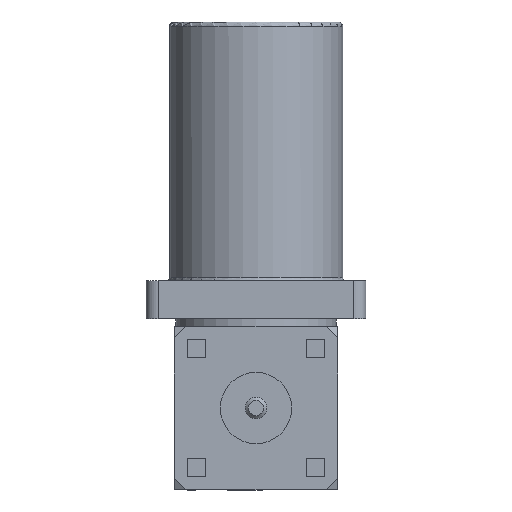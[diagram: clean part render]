
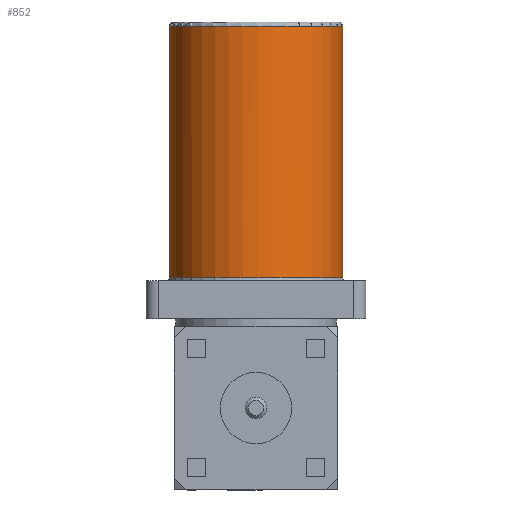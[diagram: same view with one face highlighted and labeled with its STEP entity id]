
A CAD part, front view. The second image highlights one B-rep face of the part: STEP entity #852.
In plain terms, the highlighted cylindrical face has radius 3.708 mm (diameter 7.417 mm), a full revolution.
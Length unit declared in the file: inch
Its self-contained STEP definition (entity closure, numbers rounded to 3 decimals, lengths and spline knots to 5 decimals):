
#2 = CARTESIAN_POINT ( 'NONE',  ( 0.0685, 0.12893, -0.16565 ) ) ;
#36 = DIRECTION ( 'NONE',  ( -1., 0., 0. ) ) ;
#65 = CARTESIAN_POINT ( 'NONE',  ( -0.04206, 0.13981, -0.52065 ) ) ;
#68 = CARTESIAN_POINT ( 'NONE',  ( -0.08841, 0.11619, -0.04342 ) ) ;
#76 = AXIS2_PLACEMENT_3D ( 'NONE', #590, #1323, #1103 ) ;
#83 = DIRECTION ( 'NONE',  ( 0., 0., -1. ) ) ;
#101 = LINE ( 'NONE', #3025, #1512 ) ;
#103 = ORIENTED_EDGE ( 'NONE', *, *, #2806, .T. ) ;
#121 = VERTEX_POINT ( 'NONE', #759 ) ;
#127 = EDGE_CURVE ( 'NONE', #2149, #2922, #2676, .T. ) ;
#140 = CARTESIAN_POINT ( 'NONE',  ( 0.04206, 0.13981, -0.52065 ) ) ;
#147 = CYLINDRICAL_SURFACE ( 'NONE', #76, 0.146 ) ;
#150 = VERTEX_POINT ( 'NONE', #291 ) ;
#152 = CARTESIAN_POINT ( 'NONE',  ( -0.04206, 0.13981, -0.27865 ) ) ;
#170 = ORIENTED_EDGE ( 'NONE', *, *, #914, .T. ) ;
#228 = VECTOR ( 'NONE', #419, 39.37008 ) ;
#289 = DIRECTION ( 'NONE',  ( 0., 0., -1. ) ) ;
#291 = CARTESIAN_POINT ( 'NONE',  ( -0.11662, 0.08784, -0.52065 ) ) ;
#316 = CARTESIAN_POINT ( 'NONE',  ( -0.11662, 0.08784, -0.04342 ) ) ;
#354 = DIRECTION ( 'NONE',  ( 0., 0., 1. ) ) ;
#368 = CARTESIAN_POINT ( 'NONE',  ( -0.03723, 0.14117, -0.27365 ) ) ;
#384 = DIRECTION ( 'NONE',  ( 0., 0., 1. ) ) ;
#419 = DIRECTION ( 'NONE',  ( 0., 0., -1. ) ) ;
#448 = CARTESIAN_POINT ( 'NONE',  ( -0.11662, 0.08784, -0.16565 ) ) ;
#467 = CARTESIAN_POINT ( 'NONE',  ( 0.03853, 0.14083, -0.27365 ) ) ;
#480 = AXIS2_PLACEMENT_3D ( 'NONE', #1693, #1269, #995 ) ;
#482 = CIRCLE ( 'NONE', #2230, 0.146 ) ;
#499 = EDGE_CURVE ( 'NONE', #150, #1625, #926, .T. ) ;
#524 = CARTESIAN_POINT ( 'NONE',  ( 0.0685, 0.12893, -0.04342 ) ) ;
#532 = VECTOR ( 'NONE', #966, 39.37008 ) ;
#568 = EDGE_CURVE ( 'NONE', #1302, #150, #2201, .T. ) ;
#590 = CARTESIAN_POINT ( 'NONE',  ( 0., 0., -0.08965 ) ) ;
#599 = CARTESIAN_POINT ( 'NONE',  ( 0., 0., -0.52065 ) ) ;
#617 = CARTESIAN_POINT ( 'NONE',  ( -0.03723, 0.14117, -0.27365 ) ) ;
#639 = VERTEX_POINT ( 'NONE', #2546 ) ;
#646 = ORIENTED_EDGE ( 'NONE', *, *, #1011, .T. ) ;
#680 = CIRCLE ( 'NONE', #2734, 0.146 ) ;
#707 = VERTEX_POINT ( 'NONE', #140 ) ;
#729 = DIRECTION ( 'NONE',  ( 0., 0., -1. ) ) ;
#759 = CARTESIAN_POINT ( 'NONE',  ( 0.04206, 0.13981, -0.27865 ) ) ;
#815 = CARTESIAN_POINT ( 'NONE',  ( -0.03964, 0.14052, -0.27412 ) ) ;
#826 = DIRECTION ( 'NONE',  ( 0., 0., 1. ) ) ;
#829 = VERTEX_POINT ( 'NONE', #368 ) ;
#852 = ADVANCED_FACE ( 'NONE', ( #3033, #2312 ), #147, .T. ) ;
#879 = VECTOR ( 'NONE', #2659, 39.37008 ) ;
#914 = EDGE_CURVE ( 'NONE', #1493, #2303, #3100, .T. ) ;
#926 = CIRCLE ( 'NONE', #480, 0.146 ) ;
#950 = VERTEX_POINT ( 'NONE', #2365 ) ;
#960 = AXIS2_PLACEMENT_3D ( 'NONE', #2189, #2707, #36 ) ;
#961 = CARTESIAN_POINT ( 'NONE',  ( 0.04156, 0.13996, -0.27606 ) ) ;
#966 = DIRECTION ( 'NONE',  ( 0., 0., -1. ) ) ;
#969 = ORIENTED_EDGE ( 'NONE', *, *, #2998, .T. ) ;
#981 = B_SPLINE_CURVE_WITH_KNOTS ( 'NONE', 3,
 ( #617, #2737, #815, #1051, #1771, #2533 ),
 .UNSPECIFIED., .F., .F.,
 ( 4, 2, 4 ),
 ( 0., 0.5, 1. ),
 .UNSPECIFIED. ) ;
#995 = DIRECTION ( 'NONE',  ( 1., 0., 0. ) ) ;
#1002 = CARTESIAN_POINT ( 'NONE',  ( -0.08841, 0.11619, -0.52065 ) ) ;
#1011 = EDGE_CURVE ( 'NONE', #950, #950, #482, .T. ) ;
#1030 = EDGE_CURVE ( 'NONE', #2605, #1510, #1490, .T. ) ;
#1051 = CARTESIAN_POINT ( 'NONE',  ( -0.04157, 0.13996, -0.27607 ) ) ;
#1097 = ORIENTED_EDGE ( 'NONE', *, *, #499, .T. ) ;
#1099 = DIRECTION ( 'NONE',  ( 1., 0., 0. ) ) ;
#1103 = DIRECTION ( 'NONE',  ( -1., 0., 0. ) ) ;
#1146 = EDGE_CURVE ( 'NONE', #829, #1493, #981, .T. ) ;
#1147 = EDGE_CURVE ( 'NONE', #2149, #1302, #680, .T. ) ;
#1168 = CARTESIAN_POINT ( 'NONE',  ( 0.04206, 0.13981, -0.27865 ) ) ;
#1253 = EDGE_CURVE ( 'NONE', #2605, #639, #2946, .T. ) ;
#1258 = EDGE_LOOP ( 'NONE', ( #1670, #2173, #2804, #1810, #969, #1524, #2492, #2316, #170, #103, #3007, #2446, #2121, #1097 ) ) ;
#1269 = DIRECTION ( 'NONE',  ( 0., 0., 1. ) ) ;
#1302 = VERTEX_POINT ( 'NONE', #448 ) ;
#1323 = DIRECTION ( 'NONE',  ( 0., 0., -1. ) ) ;
#1397 = CARTESIAN_POINT ( 'NONE',  ( 0., 0., -0.16565 ) ) ;
#1430 = AXIS2_PLACEMENT_3D ( 'NONE', #1594, #354, #2782 ) ;
#1439 = CARTESIAN_POINT ( 'NONE',  ( 0.11248, 0.09309, -0.52065 ) ) ;
#1486 = VERTEX_POINT ( 'NONE', #2524 ) ;
#1490 = LINE ( 'NONE', #524, #879 ) ;
#1493 = VERTEX_POINT ( 'NONE', #152 ) ;
#1500 = EDGE_CURVE ( 'NONE', #1510, #707, #1681, .T. ) ;
#1510 = VERTEX_POINT ( 'NONE', #2802 ) ;
#1512 = VECTOR ( 'NONE', #826, 39.37008 ) ;
#1524 = ORIENTED_EDGE ( 'NONE', *, *, #2163, .T. ) ;
#1547 = DIRECTION ( 'NONE',  ( 0., 0., 1. ) ) ;
#1556 = CIRCLE ( 'NONE', #960, 0.146 ) ;
#1567 = CARTESIAN_POINT ( 'NONE',  ( 0., 0., -0.16565 ) ) ;
#1594 = CARTESIAN_POINT ( 'NONE',  ( 0., 0., -0.52065 ) ) ;
#1620 = VECTOR ( 'NONE', #83, 39.37008 ) ;
#1625 = VERTEX_POINT ( 'NONE', #1439 ) ;
#1661 = EDGE_CURVE ( 'NONE', #639, #1625, #2136, .T. ) ;
#1670 = ORIENTED_EDGE ( 'NONE', *, *, #1661, .F. ) ;
#1681 = CIRCLE ( 'NONE', #1430, 0.146 ) ;
#1693 = CARTESIAN_POINT ( 'NONE',  ( 0., 0., -0.52065 ) ) ;
#1694 = CARTESIAN_POINT ( 'NONE',  ( 0., 0., -0.09665 ) ) ;
#1722 = AXIS2_PLACEMENT_3D ( 'NONE', #1397, #2357, #2597 ) ;
#1771 = CARTESIAN_POINT ( 'NONE',  ( -0.04205, 0.13981, -0.27726 ) ) ;
#1810 = ORIENTED_EDGE ( 'NONE', *, *, #1500, .T. ) ;
#1892 = CARTESIAN_POINT ( 'NONE',  ( 0.04205, 0.13981, -0.27726 ) ) ;
#2084 = CARTESIAN_POINT ( 'NONE',  ( -0.04206, 0.13981, -0.08965 ) ) ;
#2121 = ORIENTED_EDGE ( 'NONE', *, *, #568, .T. ) ;
#2136 = LINE ( 'NONE', #3106, #532 ) ;
#2149 = VERTEX_POINT ( 'NONE', #2362 ) ;
#2163 = EDGE_CURVE ( 'NONE', #121, #1486, #2925, .T. ) ;
#2173 = ORIENTED_EDGE ( 'NONE', *, *, #1253, .F. ) ;
#2189 = CARTESIAN_POINT ( 'NONE',  ( 0., 0., -0.27365 ) ) ;
#2201 = LINE ( 'NONE', #316, #2839 ) ;
#2230 = AXIS2_PLACEMENT_3D ( 'NONE', #1694, #289, #2935 ) ;
#2295 = EDGE_CURVE ( 'NONE', #1486, #829, #1556, .T. ) ;
#2303 = VERTEX_POINT ( 'NONE', #65 ) ;
#2312 = FACE_OUTER_BOUND ( 'NONE', #1258, .T. ) ;
#2316 = ORIENTED_EDGE ( 'NONE', *, *, #1146, .T. ) ;
#2357 = DIRECTION ( 'NONE',  ( 0., 0., -1. ) ) ;
#2362 = CARTESIAN_POINT ( 'NONE',  ( -0.08841, 0.11619, -0.16565 ) ) ;
#2365 = CARTESIAN_POINT ( 'NONE',  ( 0.146, 0., -0.09665 ) ) ;
#2378 = CARTESIAN_POINT ( 'NONE',  ( 0.03723, 0.14117, -0.27365 ) ) ;
#2446 = ORIENTED_EDGE ( 'NONE', *, *, #1147, .T. ) ;
#2492 = ORIENTED_EDGE ( 'NONE', *, *, #2295, .T. ) ;
#2511 = DIRECTION ( 'NONE',  ( 1., 0., 0. ) ) ;
#2520 = CIRCLE ( 'NONE', #2885, 0.146 ) ;
#2524 = CARTESIAN_POINT ( 'NONE',  ( 0.03723, 0.14117, -0.27365 ) ) ;
#2533 = CARTESIAN_POINT ( 'NONE',  ( -0.04206, 0.13981, -0.27865 ) ) ;
#2546 = CARTESIAN_POINT ( 'NONE',  ( 0.11248, 0.09309, -0.16565 ) ) ;
#2597 = DIRECTION ( 'NONE',  ( 1., 0., 0. ) ) ;
#2605 = VERTEX_POINT ( 'NONE', #2 ) ;
#2617 = CARTESIAN_POINT ( 'NONE',  ( 0.03965, 0.14052, -0.27413 ) ) ;
#2659 = DIRECTION ( 'NONE',  ( 0., 0., -1. ) ) ;
#2676 = LINE ( 'NONE', #68, #1620 ) ;
#2707 = DIRECTION ( 'NONE',  ( 0., 0., 1. ) ) ;
#2734 = AXIS2_PLACEMENT_3D ( 'NONE', #1567, #384, #1099 ) ;
#2737 = CARTESIAN_POINT ( 'NONE',  ( -0.03852, 0.14083, -0.27365 ) ) ;
#2746 = EDGE_LOOP ( 'NONE', ( #646 ) ) ;
#2782 = DIRECTION ( 'NONE',  ( 1., 0., 0. ) ) ;
#2802 = CARTESIAN_POINT ( 'NONE',  ( 0.0685, 0.12893, -0.52065 ) ) ;
#2804 = ORIENTED_EDGE ( 'NONE', *, *, #1030, .T. ) ;
#2806 = EDGE_CURVE ( 'NONE', #2303, #2922, #2520, .T. ) ;
#2839 = VECTOR ( 'NONE', #729, 39.37008 ) ;
#2885 = AXIS2_PLACEMENT_3D ( 'NONE', #599, #1547, #2511 ) ;
#2922 = VERTEX_POINT ( 'NONE', #1002 ) ;
#2925 = B_SPLINE_CURVE_WITH_KNOTS ( 'NONE', 3,
 ( #1168, #1892, #961, #2617, #467, #2378 ),
 .UNSPECIFIED., .F., .F.,
 ( 4, 2, 4 ),
 ( 0., 0.5, 1. ),
 .UNSPECIFIED. ) ;
#2935 = DIRECTION ( 'NONE',  ( 1., 0., 0. ) ) ;
#2946 = CIRCLE ( 'NONE', #1722, 0.146 ) ;
#2998 = EDGE_CURVE ( 'NONE', #707, #121, #101, .T. ) ;
#3007 = ORIENTED_EDGE ( 'NONE', *, *, #127, .F. ) ;
#3025 = CARTESIAN_POINT ( 'NONE',  ( 0.04206, 0.13981, -0.08965 ) ) ;
#3033 = FACE_OUTER_BOUND ( 'NONE', #2746, .T. ) ;
#3100 = LINE ( 'NONE', #2084, #228 ) ;
#3106 = CARTESIAN_POINT ( 'NONE',  ( 0.11248, 0.09309, -0.04342 ) ) ;
